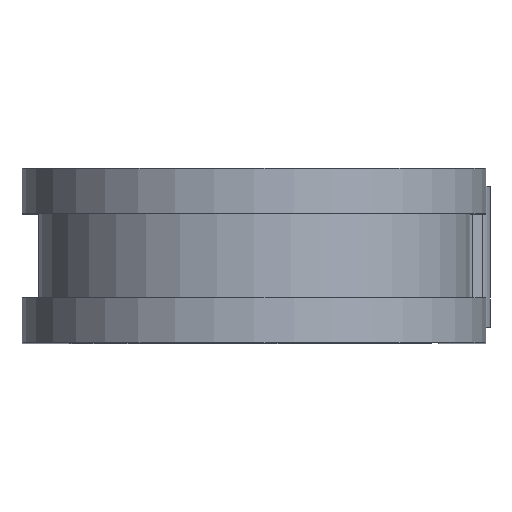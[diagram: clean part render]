
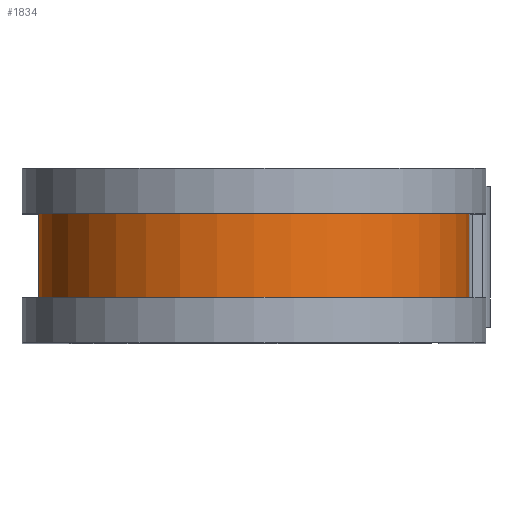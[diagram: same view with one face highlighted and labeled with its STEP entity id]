
A CAD part, top view. The second image highlights one B-rep face of the part: STEP entity #1834.
In plain terms, the highlighted cylindrical face has radius 19.406 mm (diameter 38.811 mm), a partial arc.
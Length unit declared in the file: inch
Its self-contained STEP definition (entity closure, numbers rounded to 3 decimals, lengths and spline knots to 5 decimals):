
#93 = CYLINDRICAL_SURFACE ( 'NONE', #1484, 0.764 ) ;
#163 = FACE_OUTER_BOUND ( 'NONE', #1265, .T. ) ;
#213 = VECTOR ( 'NONE', #1234, 39.37008 ) ;
#236 = LINE ( 'NONE', #1400, #213 ) ;
#312 = LINE ( 'NONE', #1223, #1509 ) ;
#319 = DIRECTION ( 'NONE',  ( 0., -1., 0. ) ) ;
#343 = DIRECTION ( 'NONE',  ( 0., 0., -1. ) ) ;
#363 = DIRECTION ( 'NONE',  ( 0., -1., 0. ) ) ;
#385 = EDGE_CURVE ( 'NONE', #1822, #649, #1591, .T. ) ;
#442 = VERTEX_POINT ( 'NONE', #1126 ) ;
#515 = DIRECTION ( 'NONE',  ( 0., -1., 0. ) ) ;
#589 = ORIENTED_EDGE ( 'NONE', *, *, #860, .T. ) ;
#649 = VERTEX_POINT ( 'NONE', #1839 ) ;
#652 = CARTESIAN_POINT ( 'NONE',  ( 0.764, 0.15, 1.312 ) ) ;
#654 = CARTESIAN_POINT ( 'NONE',  ( 0., 0.15, 1.312 ) ) ;
#664 = AXIS2_PLACEMENT_3D ( 'NONE', #654, #515, #343 ) ;
#673 = AXIS2_PLACEMENT_3D ( 'NONE', #1365, #319, #1527 ) ;
#804 = ORIENTED_EDGE ( 'NONE', *, *, #933, .F. ) ;
#860 = EDGE_CURVE ( 'NONE', #649, #442, #312, .T. ) ;
#933 = EDGE_CURVE ( 'NONE', #1822, #1776, #236, .T. ) ;
#950 = ORIENTED_EDGE ( 'NONE', *, *, #1189, .F. ) ;
#958 = CIRCLE ( 'NONE', #673, 0.764 ) ;
#1006 = DIRECTION ( 'NONE',  ( 0., -1., 0. ) ) ;
#1126 = CARTESIAN_POINT ( 'NONE',  ( -0.764, -0.15, 1.312 ) ) ;
#1163 = CARTESIAN_POINT ( 'NONE',  ( 0.764, -0.15, 1.312 ) ) ;
#1189 = EDGE_CURVE ( 'NONE', #1776, #442, #958, .T. ) ;
#1223 = CARTESIAN_POINT ( 'NONE',  ( -0.764, 0.25, 1.312 ) ) ;
#1234 = DIRECTION ( 'NONE',  ( 0., -1., 0. ) ) ;
#1265 = EDGE_LOOP ( 'NONE', ( #804, #1427, #589, #950 ) ) ;
#1365 = CARTESIAN_POINT ( 'NONE',  ( 0., -0.15, 1.312 ) ) ;
#1400 = CARTESIAN_POINT ( 'NONE',  ( 0.764, 0.25, 1.312 ) ) ;
#1427 = ORIENTED_EDGE ( 'NONE', *, *, #385, .T. ) ;
#1484 = AXIS2_PLACEMENT_3D ( 'NONE', #1859, #1006, #2112 ) ;
#1509 = VECTOR ( 'NONE', #363, 39.37008 ) ;
#1527 = DIRECTION ( 'NONE',  ( 0., 0., -1. ) ) ;
#1591 = CIRCLE ( 'NONE', #664, 0.764 ) ;
#1776 = VERTEX_POINT ( 'NONE', #1163 ) ;
#1822 = VERTEX_POINT ( 'NONE', #652 ) ;
#1834 = ADVANCED_FACE ( 'NONE', ( #163 ), #93, .T. ) ;
#1839 = CARTESIAN_POINT ( 'NONE',  ( -0.764, 0.15, 1.312 ) ) ;
#1859 = CARTESIAN_POINT ( 'NONE',  ( 0., 0.25, 1.312 ) ) ;
#2112 = DIRECTION ( 'NONE',  ( 0., 0., -1. ) ) ;
